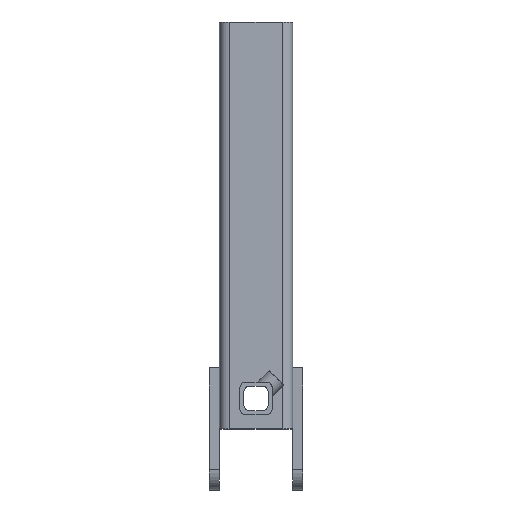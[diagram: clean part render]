
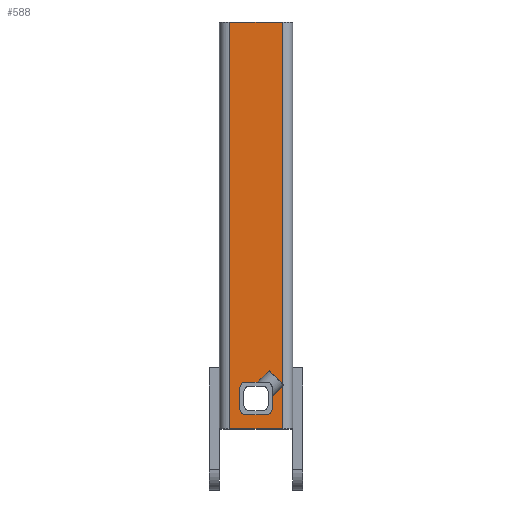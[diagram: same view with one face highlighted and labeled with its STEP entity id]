
A CAD part, top view. The second image highlights one B-rep face of the part: STEP entity #588.
In plain terms, the highlighted planar face has unit normal (0, 0, 1).
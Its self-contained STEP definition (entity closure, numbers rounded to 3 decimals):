
#25 = LINE ( 'NONE', #2125, #2056 ) ;
#47 = VERTEX_POINT ( 'NONE', #1277 ) ;
#58 = ORIENTED_EDGE ( 'NONE', *, *, #1994, .T. ) ;
#117 = AXIS2_PLACEMENT_3D ( 'NONE', #1747, #1524, #1118 ) ;
#143 = VERTEX_POINT ( 'NONE', #226 ) ;
#144 = LINE ( 'NONE', #2482, #1470 ) ;
#226 = CARTESIAN_POINT ( 'NONE',  ( 14., 64., 43. ) ) ;
#238 = EDGE_CURVE ( 'NONE', #2047, #1635, #2705, .T. ) ;
#242 = CARTESIAN_POINT ( 'NONE',  ( 9., 44., 43. ) ) ;
#262 = DIRECTION ( 'NONE',  ( -1., 0., 0. ) ) ;
#298 = DIRECTION ( 'NONE',  ( 0., 0., -1. ) ) ;
#316 = VERTEX_POINT ( 'NONE', #579 ) ;
#324 = ORIENTED_EDGE ( 'NONE', *, *, #2079, .T. ) ;
#342 = CARTESIAN_POINT ( 'NONE',  ( 27., 67., 43. ) ) ;
#343 = VECTOR ( 'NONE', #440, 1000. ) ;
#347 = CIRCLE ( 'NONE', #869, 3. ) ;
#356 = DIRECTION ( 'NONE',  ( -1., 0., 0. ) ) ;
#362 = EDGE_CURVE ( 'NONE', #47, #1320, #144, .T. ) ;
#418 = CARTESIAN_POINT ( 'NONE',  ( 30., 244., 43. ) ) ;
#440 = DIRECTION ( 'NONE',  ( 1., 0., 0. ) ) ;
#466 = CARTESIAN_POINT ( 'NONE',  ( 14., 54., 43. ) ) ;
#482 = EDGE_CURVE ( 'NONE', #143, #316, #944, .T. ) ;
#541 = LINE ( 'NONE', #780, #2581 ) ;
#579 = CARTESIAN_POINT ( 'NONE',  ( 17., 67., 43. ) ) ;
#588 = ADVANCED_FACE ( 'NONE', ( #2117, #1135 ), #903, .F. ) ;
#633 = ORIENTED_EDGE ( 'NONE', *, *, #2370, .T. ) ;
#664 = DIRECTION ( 'NONE',  ( 0., 0., -1. ) ) ;
#667 = LINE ( 'NONE', #242, #1970 ) ;
#738 = CARTESIAN_POINT ( 'NONE',  ( 27., 64., 43. ) ) ;
#778 = ORIENTED_EDGE ( 'NONE', *, *, #362, .F. ) ;
#780 = CARTESIAN_POINT ( 'NONE',  ( 9., 244., 43. ) ) ;
#782 = VERTEX_POINT ( 'NONE', #2456 ) ;
#788 = CARTESIAN_POINT ( 'NONE',  ( 27., 51., 43. ) ) ;
#790 = EDGE_CURVE ( 'NONE', #2499, #782, #541, .T. ) ;
#819 = EDGE_CURVE ( 'NONE', #316, #2171, #2467, .T. ) ;
#821 = AXIS2_PLACEMENT_3D ( 'NONE', #738, #952, #356 ) ;
#869 = AXIS2_PLACEMENT_3D ( 'NONE', #1548, #883, #262 ) ;
#883 = DIRECTION ( 'NONE',  ( 0., 0., -1. ) ) ;
#894 = ORIENTED_EDGE ( 'NONE', *, *, #2208, .T. ) ;
#903 = PLANE ( 'NONE',  #117 ) ;
#944 = CIRCLE ( 'NONE', #2362, 3. ) ;
#952 = DIRECTION ( 'NONE',  ( 0., 0., -1. ) ) ;
#1004 = CARTESIAN_POINT ( 'NONE',  ( 30., 64., 43. ) ) ;
#1020 = AXIS2_PLACEMENT_3D ( 'NONE', #1336, #298, #1955 ) ;
#1063 = EDGE_LOOP ( 'NONE', ( #1654, #58, #2241, #2101, #2150, #324, #894, #2057 ) ) ;
#1118 = DIRECTION ( 'NONE',  ( -1., 0., 0. ) ) ;
#1135 = FACE_OUTER_BOUND ( 'NONE', #2061, .T. ) ;
#1215 = DIRECTION ( 'NONE',  ( 0., 1., 0. ) ) ;
#1233 = DIRECTION ( 'NONE',  ( 0., -1., 0. ) ) ;
#1262 = CARTESIAN_POINT ( 'NONE',  ( 17., 64., 43. ) ) ;
#1268 = LINE ( 'NONE', #2098, #343 ) ;
#1277 = CARTESIAN_POINT ( 'NONE',  ( 35., 244., 43. ) ) ;
#1320 = VERTEX_POINT ( 'NONE', #2222 ) ;
#1336 = CARTESIAN_POINT ( 'NONE',  ( 27., 54., 43. ) ) ;
#1354 = ORIENTED_EDGE ( 'NONE', *, *, #790, .T. ) ;
#1368 = EDGE_CURVE ( 'NONE', #2499, #47, #1268, .T. ) ;
#1386 = VECTOR ( 'NONE', #1634, 1000. ) ;
#1399 = EDGE_CURVE ( 'NONE', #1509, #143, #25, .T. ) ;
#1418 = DIRECTION ( 'NONE',  ( 0., -1., 0. ) ) ;
#1431 = ORIENTED_EDGE ( 'NONE', *, *, #1368, .F. ) ;
#1470 = VECTOR ( 'NONE', #1418, 1000. ) ;
#1489 = DIRECTION ( 'NONE',  ( 1., 0., 0. ) ) ;
#1509 = VERTEX_POINT ( 'NONE', #466 ) ;
#1524 = DIRECTION ( 'NONE',  ( 0., 0., -1. ) ) ;
#1548 = CARTESIAN_POINT ( 'NONE',  ( 17., 54., 43. ) ) ;
#1587 = DIRECTION ( 'NONE',  ( -1., 0., 0. ) ) ;
#1634 = DIRECTION ( 'NONE',  ( 1., 0., 0. ) ) ;
#1635 = VERTEX_POINT ( 'NONE', #788 ) ;
#1654 = ORIENTED_EDGE ( 'NONE', *, *, #2596, .T. ) ;
#1747 = CARTESIAN_POINT ( 'NONE',  ( 9., 244., 43. ) ) ;
#1768 = CARTESIAN_POINT ( 'NONE',  ( 17., 51., 43. ) ) ;
#1793 = LINE ( 'NONE', #2640, #1886 ) ;
#1841 = CARTESIAN_POINT ( 'NONE',  ( 9., 67., 43. ) ) ;
#1845 = LINE ( 'NONE', #418, #2636 ) ;
#1853 = VERTEX_POINT ( 'NONE', #1004 ) ;
#1886 = VECTOR ( 'NONE', #1587, 1000. ) ;
#1955 = DIRECTION ( 'NONE',  ( -1., 0., 0. ) ) ;
#1970 = VECTOR ( 'NONE', #1489, 1000. ) ;
#1994 = EDGE_CURVE ( 'NONE', #2016, #1509, #347, .T. ) ;
#2016 = VERTEX_POINT ( 'NONE', #1768 ) ;
#2038 = DIRECTION ( 'NONE',  ( 0., -1., 0. ) ) ;
#2047 = VERTEX_POINT ( 'NONE', #2399 ) ;
#2056 = VECTOR ( 'NONE', #1215, 1000. ) ;
#2057 = ORIENTED_EDGE ( 'NONE', *, *, #238, .T. ) ;
#2061 = EDGE_LOOP ( 'NONE', ( #633, #778, #1431, #1354 ) ) ;
#2079 = EDGE_CURVE ( 'NONE', #2171, #1853, #2502, .T. ) ;
#2098 = CARTESIAN_POINT ( 'NONE',  ( 9., 244., 43. ) ) ;
#2101 = ORIENTED_EDGE ( 'NONE', *, *, #482, .T. ) ;
#2117 = FACE_BOUND ( 'NONE', #1063, .T. ) ;
#2125 = CARTESIAN_POINT ( 'NONE',  ( 14., 244., 43. ) ) ;
#2150 = ORIENTED_EDGE ( 'NONE', *, *, #819, .T. ) ;
#2171 = VERTEX_POINT ( 'NONE', #342 ) ;
#2208 = EDGE_CURVE ( 'NONE', #1853, #2047, #1845, .T. ) ;
#2222 = CARTESIAN_POINT ( 'NONE',  ( 35., 44., 43. ) ) ;
#2241 = ORIENTED_EDGE ( 'NONE', *, *, #1399, .T. ) ;
#2256 = CARTESIAN_POINT ( 'NONE',  ( 9., 244., 43. ) ) ;
#2336 = DIRECTION ( 'NONE',  ( -1., 0., 0. ) ) ;
#2362 = AXIS2_PLACEMENT_3D ( 'NONE', #1262, #664, #2336 ) ;
#2370 = EDGE_CURVE ( 'NONE', #782, #1320, #667, .T. ) ;
#2399 = CARTESIAN_POINT ( 'NONE',  ( 30., 54., 43. ) ) ;
#2456 = CARTESIAN_POINT ( 'NONE',  ( 9., 44., 43. ) ) ;
#2467 = LINE ( 'NONE', #1841, #1386 ) ;
#2482 = CARTESIAN_POINT ( 'NONE',  ( 35., 244., 43. ) ) ;
#2499 = VERTEX_POINT ( 'NONE', #2256 ) ;
#2502 = CIRCLE ( 'NONE', #821, 3. ) ;
#2581 = VECTOR ( 'NONE', #2038, 1000. ) ;
#2596 = EDGE_CURVE ( 'NONE', #1635, #2016, #1793, .T. ) ;
#2636 = VECTOR ( 'NONE', #1233, 1000. ) ;
#2640 = CARTESIAN_POINT ( 'NONE',  ( 9., 51., 43. ) ) ;
#2705 = CIRCLE ( 'NONE', #1020, 3. ) ;
